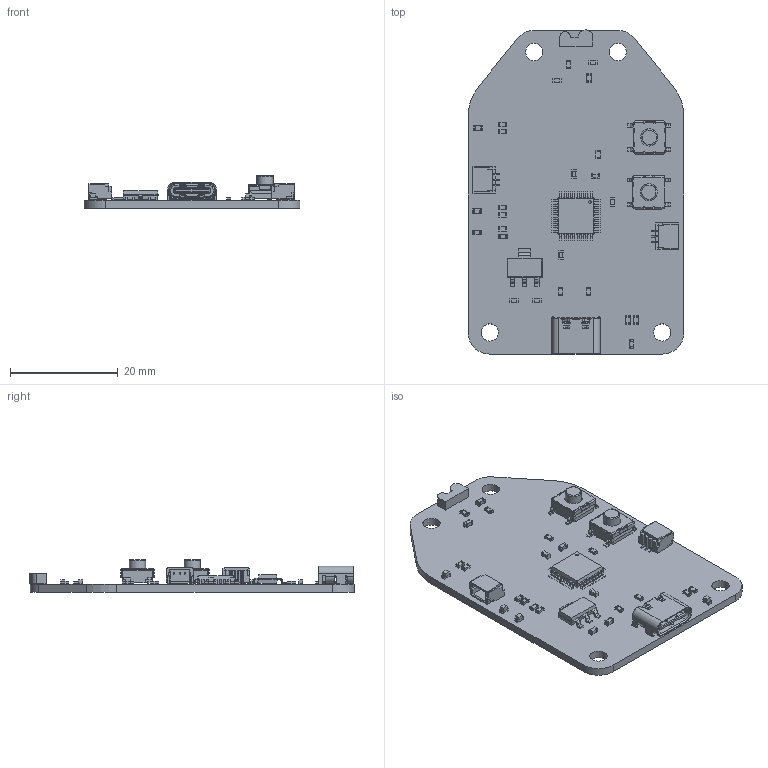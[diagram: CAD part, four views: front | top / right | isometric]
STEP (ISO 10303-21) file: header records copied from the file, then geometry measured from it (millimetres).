
FILE_DESCRIPTION(('KiCad electronic assembly'),'2;1');
FILE_NAME('irda-stm32.step','2025-10-04T15:49:13',('Pcbnew'),('Kicad'), 'Open CASCADE STEP processor 7.8','KiCad to STEP converter','Unknown' );
FILE_SCHEMA(('AUTOMOTIVE_DESIGN { 1 0 10303 214 1 1 1 1 }'));
Length unit declared in the file: millimetre
Products named in the file (13): irda-stm32 1; SOT-223; LED_0603_1608Metric; R_0603_1608Metric; LQFP-32_7x7mm_P0.8mm; USB4215-03-A; USB4215-03-A_PART1; USB4215-03-A_PART2; C_0603_1608Metric; B3FS-1012P; SM03B-SRSS-TB_LF__SN_; TFBS4711; irda-stm32_PCB
Assembly tree (36 placements, depth 3):
  irda-stm32 1
    SOT-223
    LED_0603_1608Metric  x4
    R_0603_1608Metric  x14
    LQFP-32_7x7mm_P0.8mm
    USB4215-03-A
      USB4215-03-A_PART1
      USB4215-03-A_PART2
    C_0603_1608Metric  x7
    B3FS-1012P  x2
    SM03B-SRSS-TB_LF__SN_  x2
    TFBS4711
    irda-stm32_PCB
Bounding box: 40 x 60.09 x 6.09 mm (x, y, z)
Volume: 3872 mm3; surface area: 6521 mm2
Topology: 47 solids, 47 shells, 2850 faces, 7803 edges, 5048 vertices
Faces by surface type: plane 2055, cylinder 695, bspline 72, cone 20, sphere 6, torus 2
Full cylindrical faces by diameter (mm): 0.5 x1, 3 x2, 3.2 x6
Entity records: 68054 total; most frequent: CARTESIAN_POINT 10573, ORIENTED_EDGE 10086, DIRECTION 9399, EDGE_CURVE 5043, LINE 4065, VECTOR 4065, VERTEX_POINT 3246, AXIS2_PLACEMENT_3D 2667
